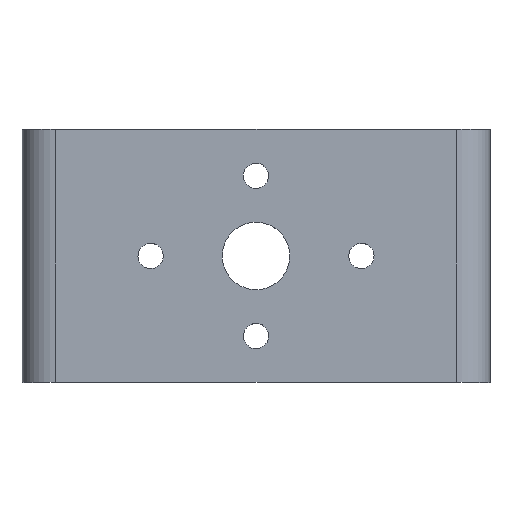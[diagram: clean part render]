
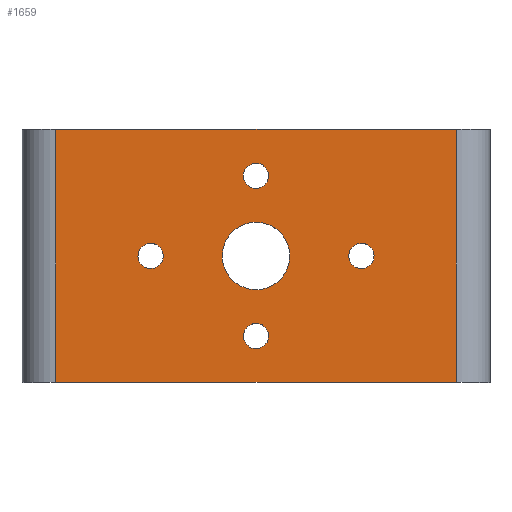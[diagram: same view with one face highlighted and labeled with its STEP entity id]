
A CAD part, top view. The second image highlights one B-rep face of the part: STEP entity #1659.
In plain terms, the highlighted planar face has unit normal (0, 0, 1).
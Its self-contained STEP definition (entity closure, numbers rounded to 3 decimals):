
#62=AXIS2_PLACEMENT_3D('Circle Axis2P3D',#60,#61,$) ;
#79=AXIS2_PLACEMENT_3D('Circle Axis2P3D',#77,#78,$) ;
#222=AXIS2_PLACEMENT_3D('Circle Axis2P3D',#220,#221,$) ;
#239=AXIS2_PLACEMENT_3D('Circle Axis2P3D',#237,#238,$) ;
#279=AXIS2_PLACEMENT_3D('Circle Axis2P3D',#277,#278,$) ;
#296=AXIS2_PLACEMENT_3D('Circle Axis2P3D',#294,#295,$) ;
#336=AXIS2_PLACEMENT_3D('Circle Axis2P3D',#334,#335,$) ;
#353=AXIS2_PLACEMENT_3D('Circle Axis2P3D',#351,#352,$) ;
#1617=AXIS2_PLACEMENT_3D('Plane Axis2P3D',#1614,#1615,#1616) ;
#1627=AXIS2_PLACEMENT_3D('Circle Axis2P3D',#1625,#1626,$) ;
#1636=AXIS2_PLACEMENT_3D('Circle Axis2P3D',#1634,#1635,$) ;
#43=CARTESIAN_POINT('Vertex',(-105.125,15.719,15.009)) ;
#57=CARTESIAN_POINT('Vertex',(-102.492,14.281,15.009)) ;
#60=CARTESIAN_POINT('Axis2P3D Location',(-103.808,15.,15.009)) ;
#77=CARTESIAN_POINT('Axis2P3D Location',(-103.808,15.,15.009)) ;
#94=CARTESIAN_POINT('Line Origine',(-67.558,15.,15.009)) ;
#98=CARTESIAN_POINT('Vertex',(-67.558,0.,15.009)) ;
#100=CARTESIAN_POINT('Vertex',(-67.558,30.,15.009)) ;
#141=CARTESIAN_POINT('Line Origine',(-91.308,0.,15.009)) ;
#145=CARTESIAN_POINT('Vertex',(-115.058,0.,15.009)) ;
#203=CARTESIAN_POINT('Vertex',(-92.625,6.219,15.009)) ;
#217=CARTESIAN_POINT('Vertex',(-89.992,4.781,15.009)) ;
#220=CARTESIAN_POINT('Axis2P3D Location',(-91.308,5.5,15.009)) ;
#237=CARTESIAN_POINT('Axis2P3D Location',(-91.308,5.5,15.009)) ;
#260=CARTESIAN_POINT('Vertex',(-89.992,23.781,15.009)) ;
#274=CARTESIAN_POINT('Vertex',(-92.625,25.219,15.009)) ;
#277=CARTESIAN_POINT('Axis2P3D Location',(-91.308,24.5,15.009)) ;
#294=CARTESIAN_POINT('Axis2P3D Location',(-91.308,24.5,15.009)) ;
#317=CARTESIAN_POINT('Vertex',(-87.798,13.082,15.009)) ;
#331=CARTESIAN_POINT('Vertex',(-94.818,16.918,15.009)) ;
#334=CARTESIAN_POINT('Axis2P3D Location',(-91.308,15.,15.009)) ;
#351=CARTESIAN_POINT('Axis2P3D Location',(-91.308,15.,15.009)) ;
#1523=CARTESIAN_POINT('Line Origine',(-115.058,15.,15.009)) ;
#1527=CARTESIAN_POINT('Vertex',(-115.058,30.,15.009)) ;
#1552=CARTESIAN_POINT('Line Origine',(-91.308,30.,15.009)) ;
#1614=CARTESIAN_POINT('Axis2P3D Location',(-67.558,0.,15.009)) ;
#1625=CARTESIAN_POINT('Axis2P3D Location',(-78.808,15.,15.009)) ;
#1629=CARTESIAN_POINT('Vertex',(-77.492,14.281,15.009)) ;
#1631=CARTESIAN_POINT('Vertex',(-80.125,15.719,15.009)) ;
#1634=CARTESIAN_POINT('Axis2P3D Location',(-78.808,15.,15.009)) ;
#61=DIRECTION('Axis2P3D Direction',(0.,0.,-1.)) ;
#78=DIRECTION('Axis2P3D Direction',(0.,0.,-1.)) ;
#95=DIRECTION('Vector Direction',(0.,1.,0.)) ;
#142=DIRECTION('Vector Direction',(-1.,0.,0.)) ;
#221=DIRECTION('Axis2P3D Direction',(-0.,0.,-1.)) ;
#238=DIRECTION('Axis2P3D Direction',(-0.,0.,-1.)) ;
#278=DIRECTION('Axis2P3D Direction',(0.,0.,-1.)) ;
#295=DIRECTION('Axis2P3D Direction',(0.,0.,-1.)) ;
#335=DIRECTION('Axis2P3D Direction',(0.,0.,-1.)) ;
#352=DIRECTION('Axis2P3D Direction',(0.,0.,-1.)) ;
#1524=DIRECTION('Vector Direction',(0.,1.,0.)) ;
#1553=DIRECTION('Vector Direction',(-1.,0.,0.)) ;
#1615=DIRECTION('Axis2P3D Direction',(0.,0.,-1.)) ;
#1616=DIRECTION('Axis2P3D XDirection',(-1.,0.,0.)) ;
#1626=DIRECTION('Axis2P3D Direction',(0.,0.,-1.)) ;
#1635=DIRECTION('Axis2P3D Direction',(0.,0.,-1.)) ;
#96=VECTOR('Line Direction',#95,1.) ;
#143=VECTOR('Line Direction',#142,1.) ;
#1525=VECTOR('Line Direction',#1524,1.) ;
#1554=VECTOR('Line Direction',#1553,1.) ;
#1620=ORIENTED_EDGE('',*,*,#1529,.F.) ;
#1621=ORIENTED_EDGE('',*,*,#147,.T.) ;
#1622=ORIENTED_EDGE('',*,*,#102,.T.) ;
#1623=ORIENTED_EDGE('',*,*,#1556,.F.) ;
#1640=ORIENTED_EDGE('',*,*,#1633,.T.) ;
#1641=ORIENTED_EDGE('',*,*,#1638,.T.) ;
#1644=ORIENTED_EDGE('',*,*,#64,.T.) ;
#1645=ORIENTED_EDGE('',*,*,#81,.T.) ;
#1648=ORIENTED_EDGE('',*,*,#241,.T.) ;
#1649=ORIENTED_EDGE('',*,*,#224,.T.) ;
#1652=ORIENTED_EDGE('',*,*,#298,.T.) ;
#1653=ORIENTED_EDGE('',*,*,#281,.T.) ;
#1656=ORIENTED_EDGE('',*,*,#355,.T.) ;
#1657=ORIENTED_EDGE('',*,*,#338,.T.) ;
#1642=FACE_BOUND('',#1639,.T.) ;
#1646=FACE_BOUND('',#1643,.T.) ;
#1650=FACE_BOUND('',#1647,.T.) ;
#1654=FACE_BOUND('',#1651,.T.) ;
#1658=FACE_BOUND('',#1655,.T.) ;
#1659=ADVANCED_FACE('Corps principal',(#1624,#1642,#1646,#1650,#1654,#1658),#1618,.F.) ;
#63=CIRCLE('generated circle',#62,1.5) ;
#80=CIRCLE('generated circle',#79,1.5) ;
#223=CIRCLE('generated circle',#222,1.5) ;
#240=CIRCLE('generated circle',#239,1.5) ;
#280=CIRCLE('generated circle',#279,1.5) ;
#297=CIRCLE('generated circle',#296,1.5) ;
#337=CIRCLE('generated circle',#336,4.) ;
#354=CIRCLE('generated circle',#353,4.) ;
#1628=CIRCLE('generated circle',#1627,1.5) ;
#1637=CIRCLE('generated circle',#1636,1.5) ;
#64=EDGE_CURVE('',#44,#58,#63,.T.) ;
#81=EDGE_CURVE('',#58,#44,#80,.T.) ;
#102=EDGE_CURVE('',#99,#101,#97,.T.) ;
#147=EDGE_CURVE('',#146,#99,#144,.F.) ;
#224=EDGE_CURVE('',#204,#218,#223,.T.) ;
#241=EDGE_CURVE('',#218,#204,#240,.T.) ;
#281=EDGE_CURVE('',#261,#275,#280,.T.) ;
#298=EDGE_CURVE('',#275,#261,#297,.T.) ;
#338=EDGE_CURVE('',#318,#332,#337,.T.) ;
#355=EDGE_CURVE('',#332,#318,#354,.T.) ;
#1529=EDGE_CURVE('',#146,#1528,#1526,.T.) ;
#1556=EDGE_CURVE('',#1528,#101,#1555,.F.) ;
#1633=EDGE_CURVE('',#1630,#1632,#1628,.T.) ;
#1638=EDGE_CURVE('',#1632,#1630,#1637,.T.) ;
#1619=EDGE_LOOP('',(#1620,#1621,#1622,#1623)) ;
#1639=EDGE_LOOP('',(#1640,#1641)) ;
#1643=EDGE_LOOP('',(#1644,#1645)) ;
#1647=EDGE_LOOP('',(#1648,#1649)) ;
#1651=EDGE_LOOP('',(#1652,#1653)) ;
#1655=EDGE_LOOP('',(#1656,#1657)) ;
#1624=FACE_OUTER_BOUND('',#1619,.T.) ;
#97=LINE('Line',#94,#96) ;
#144=LINE('Line',#141,#143) ;
#1526=LINE('Line',#1523,#1525) ;
#1555=LINE('Line',#1552,#1554) ;
#1618=PLANE('',#1617) ;
#44=VERTEX_POINT('',#43) ;
#58=VERTEX_POINT('',#57) ;
#99=VERTEX_POINT('',#98) ;
#101=VERTEX_POINT('',#100) ;
#146=VERTEX_POINT('',#145) ;
#204=VERTEX_POINT('',#203) ;
#218=VERTEX_POINT('',#217) ;
#261=VERTEX_POINT('',#260) ;
#275=VERTEX_POINT('',#274) ;
#318=VERTEX_POINT('',#317) ;
#332=VERTEX_POINT('',#331) ;
#1528=VERTEX_POINT('',#1527) ;
#1630=VERTEX_POINT('',#1629) ;
#1632=VERTEX_POINT('',#1631) ;
